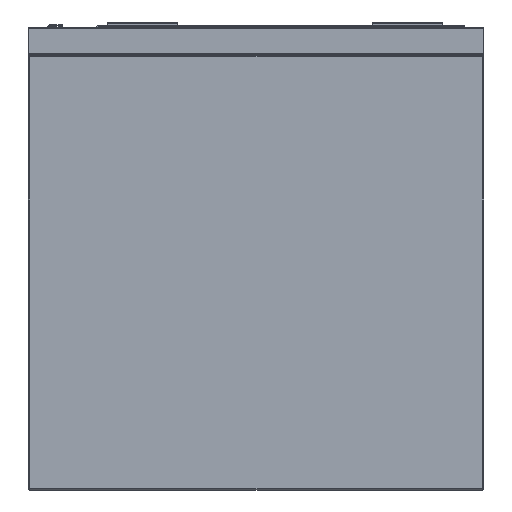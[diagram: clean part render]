
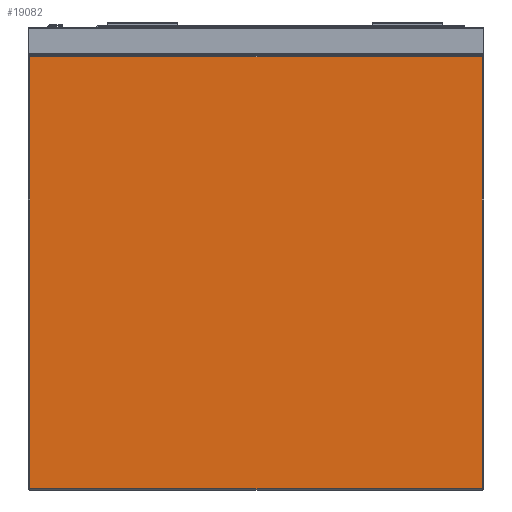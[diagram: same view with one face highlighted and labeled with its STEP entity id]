
A CAD part, left-side view. The second image highlights one B-rep face of the part: STEP entity #19082.
In plain terms, the highlighted planar face has unit normal (-1, 0, 0).
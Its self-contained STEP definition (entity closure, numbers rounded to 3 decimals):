
#1770 = ORIENTED_EDGE ( 'NONE', *, *, #9199, .T. ) ;
#1867 = CARTESIAN_POINT ( 'NONE',  ( -500., -323., -658. ) ) ;
#2177 = CARTESIAN_POINT ( 'NONE',  ( -500., 325., -42. ) ) ;
#3220 = VECTOR ( 'NONE', #10602, 1000. ) ;
#4119 = ORIENTED_EDGE ( 'NONE', *, *, #8280, .T. ) ;
#4168 = VERTEX_POINT ( 'NONE', #7665 ) ;
#6162 = DIRECTION ( 'NONE',  ( 0., -1., 0. ) ) ;
#7136 = VERTEX_POINT ( 'NONE', #1867 ) ;
#7201 = LINE ( 'NONE', #27196, #31747 ) ;
#7665 = CARTESIAN_POINT ( 'NONE',  ( -500., 323., -42. ) ) ;
#7906 = VERTEX_POINT ( 'NONE', #31882 ) ;
#8280 = EDGE_CURVE ( 'NONE', #7136, #7906, #10542, .T. ) ;
#9199 = EDGE_CURVE ( 'NONE', #25926, #7136, #36261, .T. ) ;
#10542 = LINE ( 'NONE', #15866, #18436 ) ;
#10602 = DIRECTION ( 'NONE',  ( 0., 1., 0. ) ) ;
#12771 = ORIENTED_EDGE ( 'NONE', *, *, #17856, .T. ) ;
#13569 = DIRECTION ( 'NONE',  ( 0., 0., 1. ) ) ;
#14109 = CARTESIAN_POINT ( 'NONE',  ( -500., -325., -660. ) ) ;
#15866 = CARTESIAN_POINT ( 'NONE',  ( -500., -323., -660. ) ) ;
#16579 = DIRECTION ( 'NONE',  ( 0., 0., 1. ) ) ;
#17856 = EDGE_CURVE ( 'NONE', #7906, #4168, #24541, .T. ) ;
#18436 = VECTOR ( 'NONE', #16579, 1000. ) ;
#18863 = AXIS2_PLACEMENT_3D ( 'NONE', #14109, #22377, #13569 ) ;
#19082 = ADVANCED_FACE ( 'Fl�che7', ( #35945 ), #28050, .T. ) ;
#20669 = EDGE_LOOP ( 'NONE', ( #4119, #12771, #25028, #1770 ) ) ;
#22377 = DIRECTION ( 'NONE',  ( -1., 0., 0. ) ) ;
#24541 = LINE ( 'NONE', #2177, #3220 ) ;
#25028 = ORIENTED_EDGE ( 'NONE', *, *, #31464, .T. ) ;
#25065 = CARTESIAN_POINT ( 'NONE',  ( -500., -325., -658. ) ) ;
#25926 = VERTEX_POINT ( 'NONE', #29045 ) ;
#27196 = CARTESIAN_POINT ( 'NONE',  ( -500., 323., -660. ) ) ;
#28050 = PLANE ( 'NONE',  #18863 ) ;
#29045 = CARTESIAN_POINT ( 'NONE',  ( -500., 323., -658. ) ) ;
#29945 = DIRECTION ( 'NONE',  ( 0., 0., -1. ) ) ;
#31464 = EDGE_CURVE ( 'NONE', #4168, #25926, #7201, .T. ) ;
#31608 = VECTOR ( 'NONE', #6162, 1000. ) ;
#31747 = VECTOR ( 'NONE', #29945, 1000. ) ;
#31882 = CARTESIAN_POINT ( 'NONE',  ( -500., -323., -42. ) ) ;
#35945 = FACE_OUTER_BOUND ( 'NONE', #20669, .T. ) ;
#36261 = LINE ( 'NONE', #25065, #31608 ) ;
